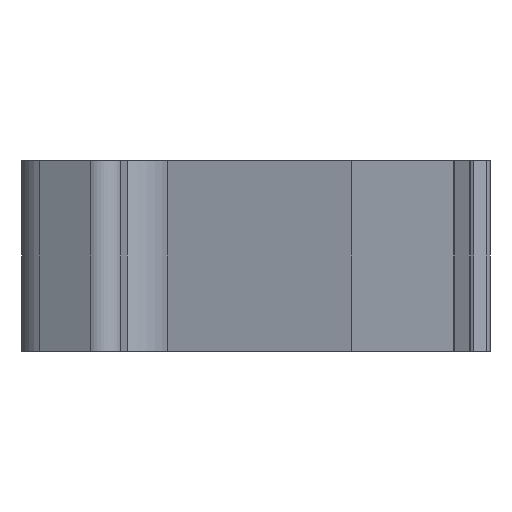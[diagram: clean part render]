
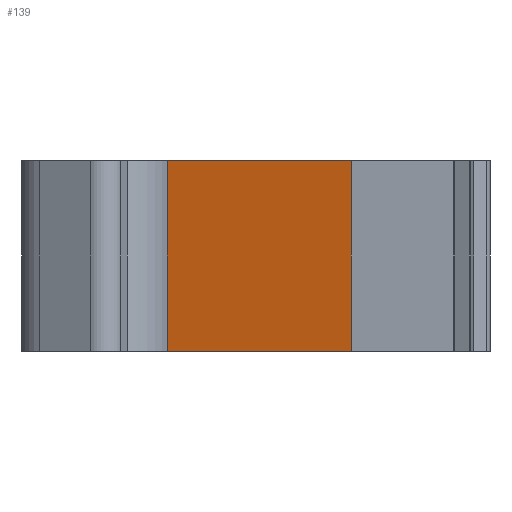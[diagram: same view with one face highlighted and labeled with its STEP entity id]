
A CAD part, front view. The second image highlights one B-rep face of the part: STEP entity #139.
In plain terms, the highlighted planar face has unit normal (0.92, -0.391, 0).
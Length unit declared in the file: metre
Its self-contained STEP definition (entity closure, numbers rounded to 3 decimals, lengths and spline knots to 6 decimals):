
#139 = ADVANCED_FACE( '', ( #302 ), #303, .F. );
#302 = FACE_OUTER_BOUND( '', #486, .T. );
#303 = PLANE( '', #487 );
#486 = EDGE_LOOP( '', ( #808, #809, #810, #811 ) );
#487 = AXIS2_PLACEMENT_3D( '', #812, #813, #814 );
#808 = ORIENTED_EDGE( '', *, *, #1148, .F. );
#809 = ORIENTED_EDGE( '', *, *, #1198, .T. );
#810 = ORIENTED_EDGE( '', *, *, #1157, .T. );
#811 = ORIENTED_EDGE( '', *, *, #1199, .F. );
#812 = CARTESIAN_POINT( '', ( 0.00658, -0.01153, 0.0008 ) );
#813 = DIRECTION( '', ( -0.921, 0.391, 0. ) );
#814 = DIRECTION( '', ( 0., 0., 1. ) );
#1148 = EDGE_CURVE( '', #1453, #1454, #1455, .T. );
#1157 = EDGE_CURVE( '', #1468, #1469, #1470, .T. );
#1198 = EDGE_CURVE( '', #1453, #1468, #1531, .T. );
#1199 = EDGE_CURVE( '', #1454, #1469, #1532, .T. );
#1453 = VERTEX_POINT( '', #2001 );
#1454 = VERTEX_POINT( '', #2002 );
#1455 = LINE( '', #2003, #2004 );
#1468 = VERTEX_POINT( '', #2021 );
#1469 = VERTEX_POINT( '', #2022 );
#1470 = LINE( '', #2023, #2024 );
#1531 = LINE( '', #2109, #2110 );
#1532 = LINE( '', #2111, #2112 );
#2001 = CARTESIAN_POINT( '', ( 0.011855, 0.000898, 0.002325 ) );
#2002 = CARTESIAN_POINT( '', ( 0.011855, 0.000898, -0.002325 ) );
#2003 = CARTESIAN_POINT( '', ( 0.011855, 0.000898, 0.0008 ) );
#2004 = VECTOR( '', #2428, 1. );
#2021 = CARTESIAN_POINT( '', ( 0.007361, -0.009689, 0.002325 ) );
#2022 = CARTESIAN_POINT( '', ( 0.007361, -0.009689, -0.002325 ) );
#2023 = CARTESIAN_POINT( '', ( 0.007361, -0.009689, -0.0008 ) );
#2024 = VECTOR( '', #2439, 1. );
#2109 = CARTESIAN_POINT( '', ( 0.007361, -0.009689, 0.002325 ) );
#2110 = VECTOR( '', #2485, 1. );
#2111 = CARTESIAN_POINT( '', ( 0.007361, -0.009689, -0.002325 ) );
#2112 = VECTOR( '', #2486, 1. );
#2428 = DIRECTION( '', ( 0., 0., -1. ) );
#2439 = DIRECTION( '', ( 0., 0., -1. ) );
#2485 = DIRECTION( '', ( -0.391, -0.921, 0. ) );
#2486 = DIRECTION( '', ( -0.391, -0.921, 0. ) );
